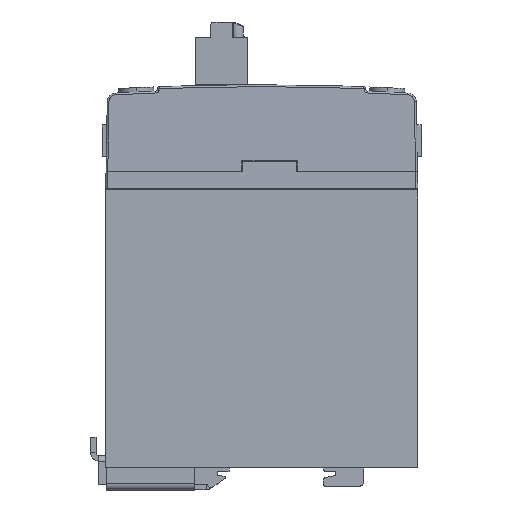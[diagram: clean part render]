
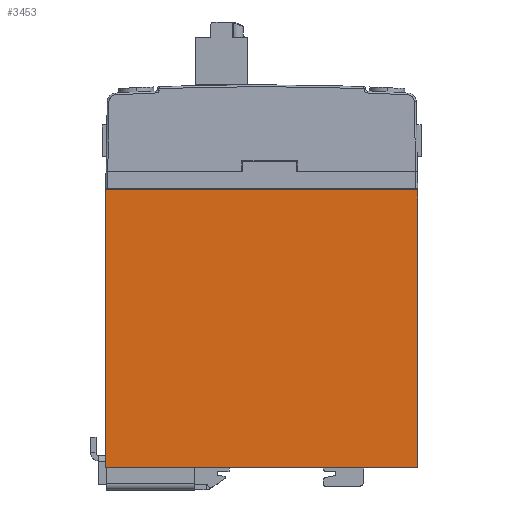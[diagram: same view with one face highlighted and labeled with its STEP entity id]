
A CAD part, top view. The second image highlights one B-rep face of the part: STEP entity #3453.
In plain terms, the highlighted planar face has unit normal (0, 0, 1).
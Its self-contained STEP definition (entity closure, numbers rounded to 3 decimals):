
#3453=ADVANCED_FACE('NONE',(#9113),#9114,.F.);
#9113=FACE_OUTER_BOUND('',#16120,.T.);
#9114=PLANE('',#16121);
#16120=EDGE_LOOP('',(#25685,#25686,#25687,#25688));
#16121=AXIS2_PLACEMENT_3D('',#25689,#25690,#25691);
#25685=ORIENTED_EDGE('',*,*,#30649,.T.);
#25686=ORIENTED_EDGE('',*,*,#30705,.F.);
#25687=ORIENTED_EDGE('',*,*,#30666,.F.);
#25688=ORIENTED_EDGE('',*,*,#30706,.T.);
#25689=CARTESIAN_POINT('',(-45.0,-84.019,11.25));
#25690=DIRECTION('',(0.,0.,-1.0));
#25691=DIRECTION('',(-1.0,0.,0.));
#30649=EDGE_CURVE('NONE',#38942,#38940,#38943,.T.);
#30666=EDGE_CURVE('NONE',#38972,#38974,#38975,.T.);
#30705=EDGE_CURVE('NONE',#38974,#38940,#39037,.T.);
#30706=EDGE_CURVE('NONE',#38972,#38942,#39038,.T.);
#38940=VERTEX_POINT('NONE',#49570);
#38942=VERTEX_POINT('NONE',#49573);
#38943=LINE('',#49574,#49575);
#38972=VERTEX_POINT('NONE',#49616);
#38974=VERTEX_POINT('NONE',#49619);
#38975=LINE('',#49620,#49621);
#39037=LINE('',#49745,#49746);
#39038=LINE('',#49747,#49748);
#49570=CARTESIAN_POINT('',(45.0,-4.019,11.25));
#49573=CARTESIAN_POINT('',(45.,-84.019,11.25));
#49574=CARTESIAN_POINT('',(45.,-84.019,11.25));
#49575=VECTOR('',#53048,1000.0);
#49616=CARTESIAN_POINT('',(-45.0,-84.019,11.25));
#49619=CARTESIAN_POINT('',(-45.0,-4.019,11.25));
#49620=CARTESIAN_POINT('',(-45.0,-84.019,11.25));
#49621=VECTOR('',#53071,1000.0);
#49745=CARTESIAN_POINT('',(-45.0,-4.019,11.25));
#49746=VECTOR('',#53121,1000.0);
#49747=CARTESIAN_POINT('',(-45.0,-84.019,11.25));
#49748=VECTOR('',#53122,1000.0);
#53048=DIRECTION('',(0.,1.0,0.));
#53071=DIRECTION('',(0.,1.0,0.));
#53121=DIRECTION('',(1.0,0.,0.));
#53122=DIRECTION('',(1.0,0.,0.));
